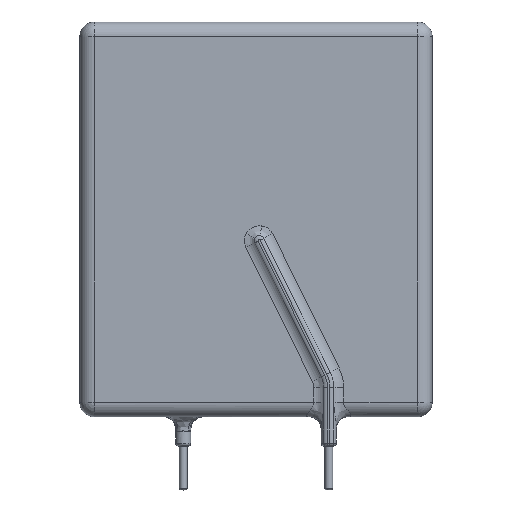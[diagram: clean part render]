
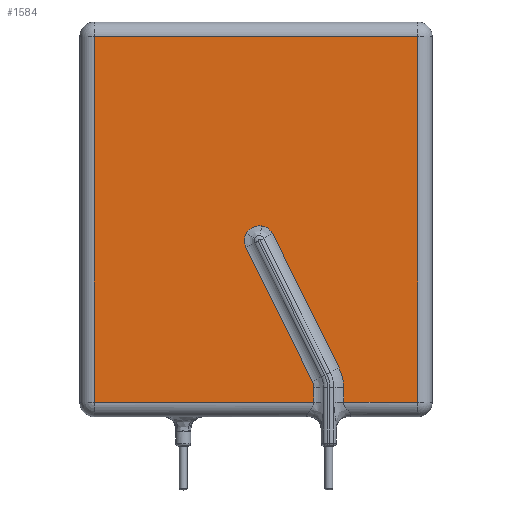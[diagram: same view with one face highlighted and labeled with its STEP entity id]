
A CAD part, top view. The second image highlights one B-rep face of the part: STEP entity #1584.
In plain terms, the highlighted planar face has unit normal (0, 0, 1).
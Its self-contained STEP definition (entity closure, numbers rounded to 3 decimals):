
#23=PLANE('',#1792);
#55=ELLIPSE('',#1660,1.014,1.002);
#56=ELLIPSE('',#1666,1.014,1.01);
#61=B_SPLINE_CURVE_WITH_KNOTS('',3,(#2474,#2475,#2476,#2477,#2478,#2479,
#2480,#2481,#2482,#2483,#2484,#2485,#2486,#2487,#2488,#2489,#2490,#2491,
#2492,#2493,#2494,#2495,#2496,#2497,#2498,#2499,#2500,#2501,#2502,#2503,
#2504),.UNSPECIFIED.,.F.,.F.,(4,3,3,3,3,3,3,3,3,3,4),(0.,
0.,0.,0.,0.,
0.,0.,0.001,0.001,
0.001,0.001),.UNSPECIFIED.);
#85=LINE('',#2445,#155);
#88=LINE('',#2452,#158);
#89=LINE('',#2987,#159);
#92=LINE('',#3308,#162);
#118=LINE('',#4601,#188);
#122=LINE('',#4608,#192);
#131=LINE('',#4646,#201);
#134=LINE('',#4652,#204);
#137=LINE('',#4663,#207);
#155=VECTOR('',#1903,1000.);
#158=VECTOR('',#1910,1000.);
#159=VECTOR('',#1939,1000.);
#162=VECTOR('',#1962,1000.);
#188=VECTOR('',#2152,1000.);
#192=VECTOR('',#2158,1000.);
#201=VECTOR('',#2205,1000.);
#204=VECTOR('',#2212,1000.);
#207=VECTOR('',#2231,1000.);
#360=FACE_OUTER_BOUND('',#470,.T.);
#470=EDGE_LOOP('',(#1312,#1313,#1314,#1315,#1316,#1317,#1318,#1319,#1320,
#1321,#1322,#1323,#1324,#1325));
#520=CIRCLE('',#1652,0.982);
#536=CIRCLE('',#1677,3.018);
#652=VERTEX_POINT('',#2412);
#654=VERTEX_POINT('',#2418);
#657=VERTEX_POINT('',#2433);
#660=VERTEX_POINT('',#2438);
#662=VERTEX_POINT('',#2443);
#663=VERTEX_POINT('',#2448);
#666=VERTEX_POINT('',#2472);
#670=VERTEX_POINT('',#2753);
#674=VERTEX_POINT('',#2845);
#678=VERTEX_POINT('',#2985);
#682=VERTEX_POINT('',#2997);
#683=VERTEX_POINT('',#3055);
#739=VERTEX_POINT('',#4607);
#749=VERTEX_POINT('',#4644);
#796=EDGE_CURVE('',#657,#660,#520,.T.);
#798=EDGE_CURVE('',#660,#662,#85,.T.);
#802=EDGE_CURVE('',#663,#657,#88,.T.);
#804=EDGE_CURVE('',#662,#666,#61,.T.);
#810=EDGE_CURVE('',#666,#670,#55,.T.);
#816=EDGE_CURVE('',#670,#674,#56,.T.);
#822=EDGE_CURVE('',#674,#678,#89,.T.);
#828=EDGE_CURVE('',#678,#682,#536,.T.);
#834=EDGE_CURVE('',#682,#683,#92,.T.);
#927=EDGE_CURVE('',#654,#652,#118,.T.);
#931=EDGE_CURVE('',#739,#663,#122,.T.);
#951=EDGE_CURVE('',#652,#749,#131,.T.);
#955=EDGE_CURVE('',#749,#739,#134,.T.);
#960=EDGE_CURVE('',#683,#654,#137,.T.);
#1312=ORIENTED_EDGE('',*,*,#828,.T.);
#1313=ORIENTED_EDGE('',*,*,#834,.T.);
#1314=ORIENTED_EDGE('',*,*,#960,.T.);
#1315=ORIENTED_EDGE('',*,*,#927,.T.);
#1316=ORIENTED_EDGE('',*,*,#951,.T.);
#1317=ORIENTED_EDGE('',*,*,#955,.T.);
#1318=ORIENTED_EDGE('',*,*,#931,.T.);
#1319=ORIENTED_EDGE('',*,*,#802,.T.);
#1320=ORIENTED_EDGE('',*,*,#796,.T.);
#1321=ORIENTED_EDGE('',*,*,#798,.T.);
#1322=ORIENTED_EDGE('',*,*,#804,.T.);
#1323=ORIENTED_EDGE('',*,*,#810,.T.);
#1324=ORIENTED_EDGE('',*,*,#816,.T.);
#1325=ORIENTED_EDGE('',*,*,#822,.T.);
#1584=ADVANCED_FACE('',(#360),#23,.F.);
#1652=AXIS2_PLACEMENT_3D('',#2440,#1897,#1898);
#1660=AXIS2_PLACEMENT_3D('',#2755,#1917,#1918);
#1666=AXIS2_PLACEMENT_3D('',#2847,#1929,#1930);
#1677=AXIS2_PLACEMENT_3D('',#2999,#1953,#1954);
#1792=AXIS2_PLACEMENT_3D('',#4662,#2229,#2230);
#1897=DIRECTION('center_axis',(0.,0.,1.));
#1898=DIRECTION('ref_axis',(-1.,0.,0.));
#1903=DIRECTION('',(-0.445,0.896,0.));
#1910=DIRECTION('',(0.,1.,0.));
#1917=DIRECTION('center_axis',(0.,0.,
-1.));
#1918=DIRECTION('ref_axis',(0.898,0.44,0.));
#1929=DIRECTION('center_axis',(0.,0.,
-1.));
#1930=DIRECTION('ref_axis',(0.937,0.35,0.));
#1939=DIRECTION('',(0.445,-0.896,0.));
#1953=DIRECTION('center_axis',(0.,0.,-1.));
#1954=DIRECTION('ref_axis',(-1.,0.,0.));
#1962=DIRECTION('',(0.,-1.,0.));
#2152=DIRECTION('',(0.,1.,0.));
#2158=DIRECTION('',(1.,0.,0.));
#2205=DIRECTION('',(-1.,0.,0.));
#2212=DIRECTION('',(0.,-1.,0.));
#2229=DIRECTION('center_axis',(0.,0.,-1.));
#2230=DIRECTION('ref_axis',(-1.,0.,0.));
#2231=DIRECTION('',(1.,0.,0.));
#2412=CARTESIAN_POINT('',(11.034,28.,1.135));
#2418=CARTESIAN_POINT('',(11.034,3.,1.135));
#2433=CARTESIAN_POINT('',(3.945,4.,1.135));
#2438=CARTESIAN_POINT('',(3.842,4.437,1.135));
#2440=CARTESIAN_POINT('Origin',(2.962,4.,1.135));
#2443=CARTESIAN_POINT('',(-0.705,13.6,1.135));
#2445=CARTESIAN_POINT('',(-4.32,20.884,1.135));
#2448=CARTESIAN_POINT('',(3.945,3.,1.135));
#2452=CARTESIAN_POINT('',(3.945,29.,1.135));
#2472=CARTESIAN_POINT('',(-0.688,14.53,1.135));
#2474=CARTESIAN_POINT('Ctrl Pts',(-0.705,13.6,1.135));
#2475=CARTESIAN_POINT('Ctrl Pts',(-0.718,13.626,1.135));
#2476=CARTESIAN_POINT('Ctrl Pts',(-0.73,13.653,1.135));
#2477=CARTESIAN_POINT('Ctrl Pts',(-0.741,13.681,1.135));
#2478=CARTESIAN_POINT('Ctrl Pts',(-0.752,13.709,1.135));
#2479=CARTESIAN_POINT('Ctrl Pts',(-0.761,13.737,1.135));
#2480=CARTESIAN_POINT('Ctrl Pts',(-0.77,13.766,1.135));
#2481=CARTESIAN_POINT('Ctrl Pts',(-0.776,13.786,1.135));
#2482=CARTESIAN_POINT('Ctrl Pts',(-0.781,13.806,1.135));
#2483=CARTESIAN_POINT('Ctrl Pts',(-0.785,13.827,1.135));
#2484=CARTESIAN_POINT('Ctrl Pts',(-0.793,13.859,1.135));
#2485=CARTESIAN_POINT('Ctrl Pts',(-0.798,13.892,1.135));
#2486=CARTESIAN_POINT('Ctrl Pts',(-0.802,13.924,1.135));
#2487=CARTESIAN_POINT('Ctrl Pts',(-0.806,13.957,1.135));
#2488=CARTESIAN_POINT('Ctrl Pts',(-0.809,13.99,1.135));
#2489=CARTESIAN_POINT('Ctrl Pts',(-0.81,14.023,1.135));
#2490=CARTESIAN_POINT('Ctrl Pts',(-0.81,14.037,1.135));
#2491=CARTESIAN_POINT('Ctrl Pts',(-0.81,14.052,1.135));
#2492=CARTESIAN_POINT('Ctrl Pts',(-0.81,14.067,1.135));
#2493=CARTESIAN_POINT('Ctrl Pts',(-0.809,14.114,1.135));
#2494=CARTESIAN_POINT('Ctrl Pts',(-0.805,14.161,1.135));
#2495=CARTESIAN_POINT('Ctrl Pts',(-0.797,14.208,1.135));
#2496=CARTESIAN_POINT('Ctrl Pts',(-0.79,14.255,1.135));
#2497=CARTESIAN_POINT('Ctrl Pts',(-0.779,14.301,1.135));
#2498=CARTESIAN_POINT('Ctrl Pts',(-0.765,14.347,1.135));
#2499=CARTESIAN_POINT('Ctrl Pts',(-0.751,14.39,1.135));
#2500=CARTESIAN_POINT('Ctrl Pts',(-0.735,14.433,1.135));
#2501=CARTESIAN_POINT('Ctrl Pts',(-0.715,14.475,1.135));
#2502=CARTESIAN_POINT('Ctrl Pts',(-0.707,14.494,1.135));
#2503=CARTESIAN_POINT('Ctrl Pts',(-0.698,14.512,1.135));
#2504=CARTESIAN_POINT('Ctrl Pts',(-0.688,14.53,1.135));
#2753=CARTESIAN_POINT('',(0.367,15.053,1.135));
#2755=CARTESIAN_POINT('Origin',(0.202,14.061,1.135));
#2845=CARTESIAN_POINT('',(1.118,14.505,1.135));
#2847=CARTESIAN_POINT('Origin',(0.209,14.055,1.135));
#2985=CARTESIAN_POINT('',(5.666,5.342,1.135));
#2987=CARTESIAN_POINT('',(-2.497,21.789,1.135));
#2997=CARTESIAN_POINT('',(5.98,4.,1.135));
#2999=CARTESIAN_POINT('Origin',(2.962,4.,1.135));
#3055=CARTESIAN_POINT('',(5.98,3.,1.135));
#3308=CARTESIAN_POINT('',(5.98,29.,1.135));
#4601=CARTESIAN_POINT('',(11.034,29.,1.135));
#4607=CARTESIAN_POINT('',(-11.066,3.,1.135));
#4608=CARTESIAN_POINT('',(12.034,3.,1.135));
#4644=CARTESIAN_POINT('',(-11.066,28.,1.135));
#4646=CARTESIAN_POINT('',(12.034,28.,1.135));
#4652=CARTESIAN_POINT('',(-11.066,29.,1.135));
#4662=CARTESIAN_POINT('Origin',(12.034,29.,1.135));
#4663=CARTESIAN_POINT('',(12.034,3.,1.135));
